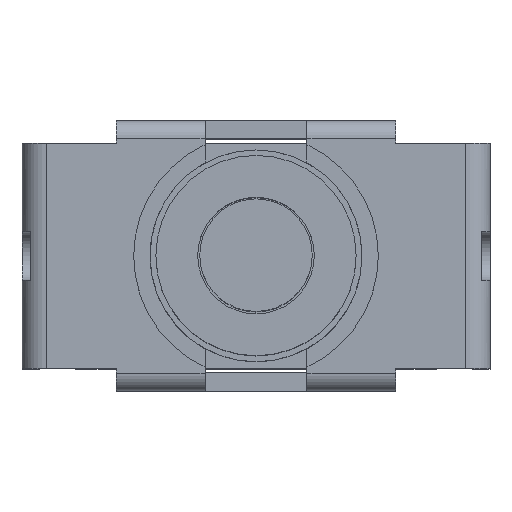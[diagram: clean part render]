
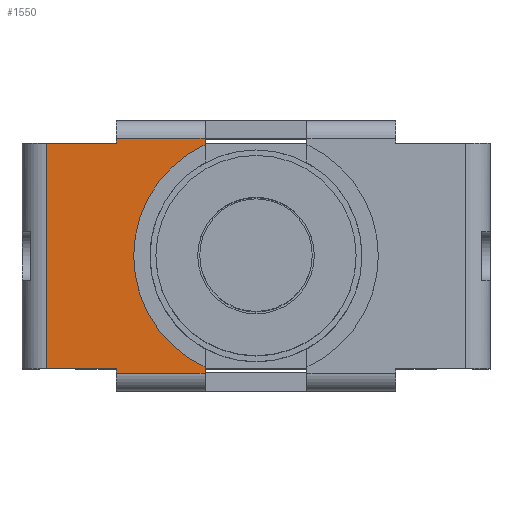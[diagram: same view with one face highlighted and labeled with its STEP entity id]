
A CAD part, top view. The second image highlights one B-rep face of the part: STEP entity #1550.
In plain terms, the highlighted planar face has unit normal (0, 0, 1).
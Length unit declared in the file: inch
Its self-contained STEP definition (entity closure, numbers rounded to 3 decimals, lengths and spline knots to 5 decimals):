
#781=CARTESIAN_POINT('',(-0.04528,0.10433,0.36575));
#782=VERTEX_POINT('',#781);
#790=CARTESIAN_POINT('',(-0.04528,0.09878,0.36575));
#791=VERTEX_POINT('',#790);
#792=CARTESIAN_POINT('',(-0.04528,0.09878,0.36575));
#793=DIRECTION('',(0.0,1.0,0.0));
#794=VECTOR('',#793,0.00555);
#795=LINE('',#792,#794);
#796=EDGE_CURVE('',#791,#782,#795,.T.);
#1292=CARTESIAN_POINT('',(-0.04528,-0.09878,0.36575));
#1293=VERTEX_POINT('',#1292);
#1300=CARTESIAN_POINT('',(-0.04528,-0.10433,0.36575));
#1301=VERTEX_POINT('',#1300);
#1302=CARTESIAN_POINT('',(-0.04528,-0.10433,0.36575));
#1303=DIRECTION('',(0.0,1.0,0.0));
#1304=VECTOR('',#1303,0.00555);
#1305=LINE('',#1302,#1304);
#1306=EDGE_CURVE('',#1301,#1293,#1305,.T.);
#1426=CARTESIAN_POINT('',(-0.12402,-0.10433,0.36575));
#1427=VERTEX_POINT('',#1426);
#1428=CARTESIAN_POINT('',(-0.04528,-0.10433,0.36575));
#1429=DIRECTION('',(-1.0,0.0,0.0));
#1430=VECTOR('',#1429,0.07874);
#1431=LINE('',#1428,#1430);
#1432=EDGE_CURVE('',#1301,#1427,#1431,.T.);
#1487=CARTESIAN_POINT('',(-0.03823,0.11476,0.36575));
#1488=DIRECTION('',(0.0,0.0,1.0));
#1489=DIRECTION('',(1.0,0.0,0.0));
#1490=AXIS2_PLACEMENT_3D('',#1487,#1488,#1489);
#1491=PLANE('',#1490);
#1492=ORIENTED_EDGE('',*,*,#1306,.T.);
#1493=CARTESIAN_POINT('',(0.,0.,0.36575));
#1494=DIRECTION('',(0.0,0.0,-1.0));
#1495=DIRECTION('',(1.0,0.0,0.0));
#1496=AXIS2_PLACEMENT_3D('',#1493,#1494,#1495);
#1497=CIRCLE('',#1496,0.10866);
#1498=EDGE_CURVE('',#1293,#791,#1497,.T.);
#1499=ORIENTED_EDGE('',*,*,#1498,.T.);
#1500=ORIENTED_EDGE('',*,*,#796,.T.);
#1501=CARTESIAN_POINT('',(-0.12402,0.10433,0.36575));
#1502=VERTEX_POINT('',#1501);
#1503=CARTESIAN_POINT('',(-0.12402,0.10433,0.36575));
#1504=DIRECTION('',(1.0,0.0,0.0));
#1505=VECTOR('',#1504,0.07874);
#1506=LINE('',#1503,#1505);
#1507=EDGE_CURVE('',#1502,#782,#1506,.T.);
#1508=ORIENTED_EDGE('',*,*,#1507,.F.);
#1509=CARTESIAN_POINT('',(-0.12402,0.1,0.36575));
#1510=VERTEX_POINT('',#1509);
#1511=CARTESIAN_POINT('',(-0.12402,0.10433,0.36575));
#1512=DIRECTION('',(0.0,-1.0,0.0));
#1513=VECTOR('',#1512,0.00433);
#1514=LINE('',#1511,#1513);
#1515=EDGE_CURVE('',#1502,#1510,#1514,.T.);
#1516=ORIENTED_EDGE('',*,*,#1515,.T.);
#1517=CARTESIAN_POINT('',(-0.18622,0.1,0.36575));
#1518=VERTEX_POINT('',#1517);
#1519=CARTESIAN_POINT('',(-0.18622,0.1,0.36575));
#1520=DIRECTION('',(1.0,0.0,0.0));
#1521=VECTOR('',#1520,0.0622);
#1522=LINE('',#1519,#1521);
#1523=EDGE_CURVE('',#1518,#1510,#1522,.T.);
#1524=ORIENTED_EDGE('',*,*,#1523,.F.);
#1525=CARTESIAN_POINT('',(-0.18622,-0.1,0.36575));
#1526=VERTEX_POINT('',#1525);
#1527=CARTESIAN_POINT('',(-0.18622,-0.1,0.36575));
#1528=DIRECTION('',(0.0,1.0,0.0));
#1529=VECTOR('',#1528,0.2);
#1530=LINE('',#1527,#1529);
#1531=EDGE_CURVE('',#1526,#1518,#1530,.T.);
#1532=ORIENTED_EDGE('',*,*,#1531,.F.);
#1533=CARTESIAN_POINT('',(-0.12402,-0.1,0.36575));
#1534=VERTEX_POINT('',#1533);
#1535=CARTESIAN_POINT('',(-0.12402,-0.1,0.36575));
#1536=DIRECTION('',(-1.0,0.0,0.0));
#1537=VECTOR('',#1536,0.0622);
#1538=LINE('',#1535,#1537);
#1539=EDGE_CURVE('',#1534,#1526,#1538,.T.);
#1540=ORIENTED_EDGE('',*,*,#1539,.F.);
#1541=CARTESIAN_POINT('',(-0.12402,-0.10433,0.36575));
#1542=DIRECTION('',(0.0,1.0,0.0));
#1543=VECTOR('',#1542,0.00433);
#1544=LINE('',#1541,#1543);
#1545=EDGE_CURVE('',#1427,#1534,#1544,.T.);
#1546=ORIENTED_EDGE('',*,*,#1545,.F.);
#1547=ORIENTED_EDGE('',*,*,#1432,.F.);
#1548=EDGE_LOOP('',(#1492,#1499,#1500,#1508,#1516,#1524,#1532,#1540,#1546,#1547));
#1549=FACE_OUTER_BOUND('',#1548,.T.);
#1550=ADVANCED_FACE('',(#1549),#1491,.T.);
